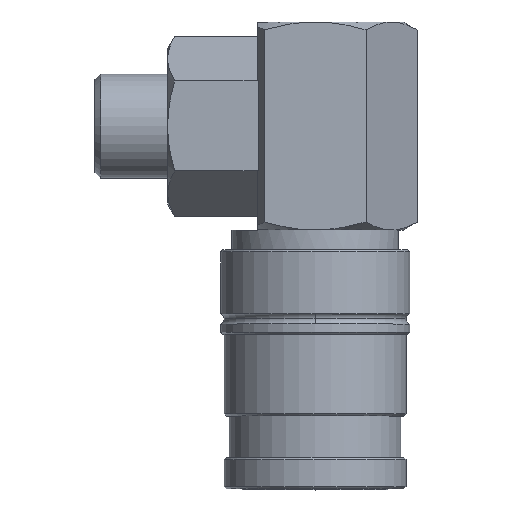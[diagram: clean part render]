
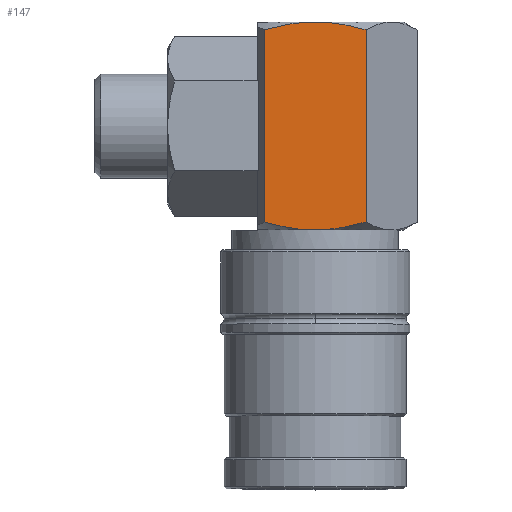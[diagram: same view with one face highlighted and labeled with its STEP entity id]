
A CAD part, top view. The second image highlights one B-rep face of the part: STEP entity #147.
In plain terms, the highlighted planar face has unit normal (0, 0, 1).
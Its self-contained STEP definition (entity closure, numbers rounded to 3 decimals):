
#147=ADVANCED_FACE('',(#360),#361,.T.);
#360=FACE_OUTER_BOUND('',#643,.T.);
#361=PLANE('',#644);
#643=EDGE_LOOP('',(#1004,#1005,#1006,#1007,#1008,#1009));
#644=AXIS2_PLACEMENT_3D('',#1010,#1011,#1012);
#1004=ORIENTED_EDGE('',*,*,#1715,.F.);
#1005=ORIENTED_EDGE('',*,*,#1716,.T.);
#1006=ORIENTED_EDGE('',*,*,#1717,.F.);
#1007=ORIENTED_EDGE('',*,*,#1718,.F.);
#1008=ORIENTED_EDGE('',*,*,#1719,.F.);
#1009=ORIENTED_EDGE('',*,*,#1669,.F.);
#1010=CARTESIAN_POINT('',(0.,46.0,8.5));
#1011=DIRECTION('',(0.,0.0,1.0));
#1012=DIRECTION('',(-1.0,0.,0.));
#1669=EDGE_CURVE('',#1990,#1991,#1992,.T.);
#1715=EDGE_CURVE('',#2064,#1990,#2065,.T.);
#1716=EDGE_CURVE('',#2064,#2066,#2067,.T.);
#1717=EDGE_CURVE('',#2068,#2066,#2069,.T.);
#1718=EDGE_CURVE('',#2070,#2068,#2071,.T.);
#1719=EDGE_CURVE('',#1991,#2070,#2072,.T.);
#1990=VERTEX_POINT('',#2466);
#1991=VERTEX_POINT('',#2467);
#1992=(B_SPLINE_CURVE(2,(#2469,#2470,#2471,#2472,#2473),.UNSPECIFIED.,.F.,.F.)B_SPLINE_CURVE_WITH_KNOTS((3,2,3),(0.0,4.984,9.968),.UNSPECIFIED.)RATIONAL_B_SPLINE_CURVE((1.0,1.038,1.0,1.038,1.0))BOUNDED_CURVE()REPRESENTATION_ITEM('')GEOMETRIC_REPRESENTATION_ITEM()CURVE());
#2064=VERTEX_POINT('',#2671);
#2065=(B_SPLINE_CURVE(2,(#2673,#2674,#2675,#2676,#2677),.UNSPECIFIED.,.F.,.F.)B_SPLINE_CURVE_WITH_KNOTS((3,2,3),(0.0,4.984,9.968),.UNSPECIFIED.)RATIONAL_B_SPLINE_CURVE((1.0,1.038,1.0,1.038,1.0))BOUNDED_CURVE()REPRESENTATION_ITEM('')GEOMETRIC_REPRESENTATION_ITEM()CURVE());
#2066=VERTEX_POINT('',#2684);
#2067=LINE('',#2685,#2686);
#2068=VERTEX_POINT('',#2687);
#2069=(B_SPLINE_CURVE(2,(#2689,#2690,#2691,#2692,#2693),.UNSPECIFIED.,.F.,.F.)B_SPLINE_CURVE_WITH_KNOTS((3,2,3),(0.0,4.984,9.968),.UNSPECIFIED.)RATIONAL_B_SPLINE_CURVE((1.0,1.038,1.0,1.038,1.0))BOUNDED_CURVE()REPRESENTATION_ITEM('')GEOMETRIC_REPRESENTATION_ITEM()CURVE());
#2070=VERTEX_POINT('',#2700);
#2071=(B_SPLINE_CURVE(2,(#2702,#2703,#2704,#2705,#2706),.UNSPECIFIED.,.F.,.F.)B_SPLINE_CURVE_WITH_KNOTS((3,2,3),(0.0,4.984,9.968),.UNSPECIFIED.)RATIONAL_B_SPLINE_CURVE((1.0,1.038,1.0,1.038,1.0))BOUNDED_CURVE()REPRESENTATION_ITEM('')GEOMETRIC_REPRESENTATION_ITEM()CURVE());
#2072=LINE('',#2713,#2714);
#2466=CARTESIAN_POINT('',(0.,45.0,8.5));
#2467=CARTESIAN_POINT('',(4.907,44.241,8.5));
#2469=CARTESIAN_POINT('',(-4.913,44.239,8.5));
#2470=CARTESIAN_POINT('',(-2.28,45.0,8.5));
#2471=CARTESIAN_POINT('',(0.,45.0,8.5));
#2472=CARTESIAN_POINT('',(2.28,45.0,8.5));
#2473=CARTESIAN_POINT('',(4.913,44.239,8.5));
#2671=CARTESIAN_POINT('',(-4.907,44.241,8.5));
#2673=CARTESIAN_POINT('',(-4.913,44.239,8.5));
#2674=CARTESIAN_POINT('',(-2.28,45.0,8.5));
#2675=CARTESIAN_POINT('',(0.,45.0,8.5));
#2676=CARTESIAN_POINT('',(2.28,45.0,8.5));
#2677=CARTESIAN_POINT('',(4.913,44.239,8.5));
#2684=CARTESIAN_POINT('',(-4.907,25.759,8.5));
#2685=CARTESIAN_POINT('',(-4.907,46.0,8.5));
#2686=VECTOR('',#3406,1.0);
#2687=CARTESIAN_POINT('',(0.,25.0,8.5));
#2689=CARTESIAN_POINT('',(4.913,25.761,8.5));
#2690=CARTESIAN_POINT('',(2.28,25.0,8.5));
#2691=CARTESIAN_POINT('',(0.,25.0,8.5));
#2692=CARTESIAN_POINT('',(-2.28,25.0,8.5));
#2693=CARTESIAN_POINT('',(-4.913,25.761,8.5));
#2700=CARTESIAN_POINT('',(4.907,25.759,8.5));
#2702=CARTESIAN_POINT('',(4.913,25.761,8.5));
#2703=CARTESIAN_POINT('',(2.28,25.0,8.5));
#2704=CARTESIAN_POINT('',(0.,25.0,8.5));
#2705=CARTESIAN_POINT('',(-2.28,25.0,8.5));
#2706=CARTESIAN_POINT('',(-4.913,25.761,8.5));
#2713=CARTESIAN_POINT('',(4.907,46.0,8.5));
#2714=VECTOR('',#3407,1.0);
#3406=DIRECTION('',(0.,-1.0,0.));
#3407=DIRECTION('',(0.,-1.0,0.));
